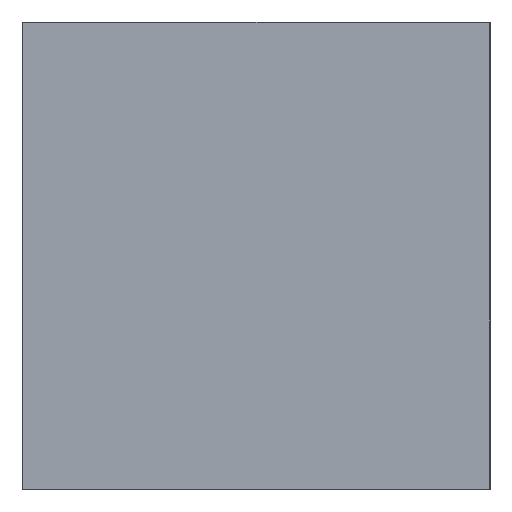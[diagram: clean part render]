
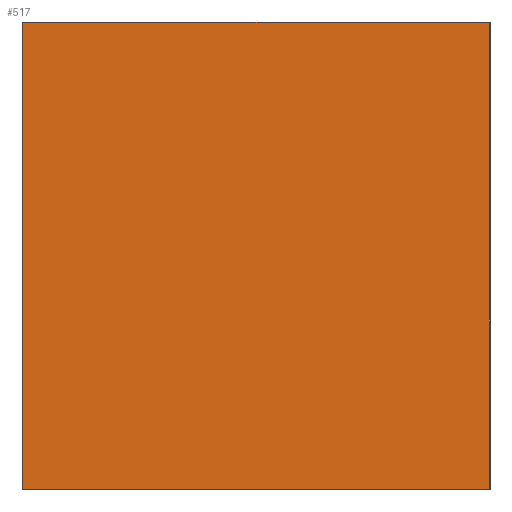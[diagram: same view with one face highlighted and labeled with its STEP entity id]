
A CAD part, left-side view. The second image highlights one B-rep face of the part: STEP entity #517.
In plain terms, the highlighted planar face has unit normal (-1, 0, 0).
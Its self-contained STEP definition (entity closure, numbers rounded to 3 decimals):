
#383=CARTESIAN_POINT('',(-1.346,-1.003,0.0));
#382=VERTEX_POINT('',#383);
#401=CARTESIAN_POINT('',(-1.346,-1.003,2.007));
#400=VERTEX_POINT('',#401);
#409=EDGE_CURVE('',#382,#400,#414,.T.);
#414=LINE('',#383,#416);
#416=VECTOR('',#417,2.007);
#417=DIRECTION('',(0.0,0.0,1.0));
#479=CARTESIAN_POINT('',(-1.346,1.003,0.0));
#478=VERTEX_POINT('',#479);
#489=CARTESIAN_POINT('',(-1.346,1.003,2.007));
#488=VERTEX_POINT('',#489);
#487=EDGE_CURVE('',#488,#478,#492,.T.);
#492=LINE('',#489,#494);
#494=VECTOR('',#495,2.007);
#495=DIRECTION('',(0.0,0.0,-1.0));
#517=ADVANCED_FACE('',(#523),#518,.T.);
#518=PLANE('',#519);
#519=AXIS2_PLACEMENT_3D('',#520,#521,#522);
#520=CARTESIAN_POINT('',(-1.346,1.003,0.0));
#521=DIRECTION('',(-1.0,0.0,0.0));
#522=DIRECTION('',(0.,0.,1.));
#523=FACE_OUTER_BOUND('',#524,.T.);
#524=EDGE_LOOP('',(#525,#535,#545,#555));
#526=EDGE_CURVE('',#382,#478,#531,.T.);
#531=LINE('',#383,#533);
#533=VECTOR('',#534,2.007);
#534=DIRECTION('',(0.0,1.0,0.0));
#525=ORIENTED_EDGE('',*,*,#526,.F.);
#535=ORIENTED_EDGE('',*,*,#409,.T.);
#546=EDGE_CURVE('',#488,#400,#551,.T.);
#551=LINE('',#489,#553);
#553=VECTOR('',#554,2.007);
#554=DIRECTION('',(0.0,-1.0,0.0));
#545=ORIENTED_EDGE('',*,*,#546,.F.);
#555=ORIENTED_EDGE('',*,*,#487,.T.);
